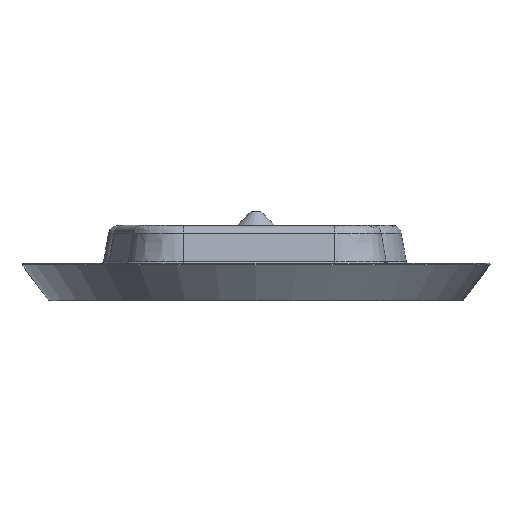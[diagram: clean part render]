
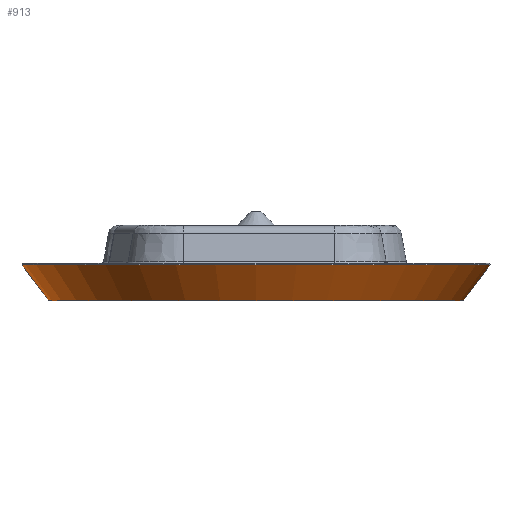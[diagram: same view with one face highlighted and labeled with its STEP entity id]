
A CAD part, front view. The second image highlights one B-rep face of the part: STEP entity #913.
In plain terms, the highlighted conical face has half-angle 36.87 degrees and reference radius 23.5 mm.
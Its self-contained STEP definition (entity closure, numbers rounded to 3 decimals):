
#118=FACE_OUTER_BOUND('',#183,.T.);
#183=EDGE_LOOP('',(#647,#648,#649,#650,#651));
#254=LINE('',#1421,#304);
#304=VECTOR('',#1101,23.5);
#347=CIRCLE('',#991,24.85);
#348=CIRCLE('',#992,24.85);
#351=CIRCLE('',#997,22.);
#399=VERTEX_POINT('',#1303);
#400=VERTEX_POINT('',#1305);
#420=VERTEX_POINT('',#1420);
#482=EDGE_CURVE('',#399,#400,#347,.T.);
#483=EDGE_CURVE('',#400,#399,#348,.T.);
#503=EDGE_CURVE('',#400,#420,#254,.T.);
#504=EDGE_CURVE('',#420,#420,#351,.T.);
#647=ORIENTED_EDGE('',*,*,#482,.F.);
#648=ORIENTED_EDGE('',*,*,#483,.F.);
#649=ORIENTED_EDGE('',*,*,#503,.T.);
#650=ORIENTED_EDGE('',*,*,#504,.T.);
#651=ORIENTED_EDGE('',*,*,#503,.F.);
#907=CONICAL_SURFACE('',#996,23.5,0.644);
#913=ADVANCED_FACE('',(#118),#907,.T.);
#991=AXIS2_PLACEMENT_3D('',#1306,#1082,#1083);
#992=AXIS2_PLACEMENT_3D('',#1307,#1084,#1085);
#996=AXIS2_PLACEMENT_3D('',#1419,#1099,#1100);
#997=AXIS2_PLACEMENT_3D('',#1422,#1102,#1103);
#1082=DIRECTION('center_axis',(0.,0.,1.));
#1083=DIRECTION('ref_axis',(-1.,0.,0.));
#1084=DIRECTION('center_axis',(0.,0.,1.));
#1085=DIRECTION('ref_axis',(-1.,0.,0.));
#1099=DIRECTION('center_axis',(0.,0.,1.));
#1100=DIRECTION('ref_axis',(1.,0.,0.));
#1101=DIRECTION('',(0.6,0.,-0.8));
#1102=DIRECTION('center_axis',(0.,0.,1.));
#1103=DIRECTION('ref_axis',(1.,0.,0.));
#1303=CARTESIAN_POINT('',(24.85,0.,-0.2));
#1305=CARTESIAN_POINT('',(-24.85,0.,-0.2));
#1306=CARTESIAN_POINT('Origin',(0.,0.,-0.2));
#1307=CARTESIAN_POINT('Origin',(0.,0.,-0.2));
#1419=CARTESIAN_POINT('Origin',(0.,0.,-2.));
#1420=CARTESIAN_POINT('',(-22.,0.,-4.));
#1421=CARTESIAN_POINT('',(-23.5,0.,-2.));
#1422=CARTESIAN_POINT('Origin',(0.,0.,-4.));
